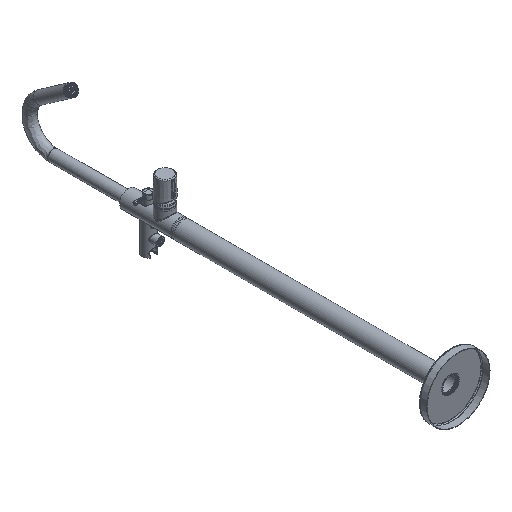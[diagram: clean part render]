
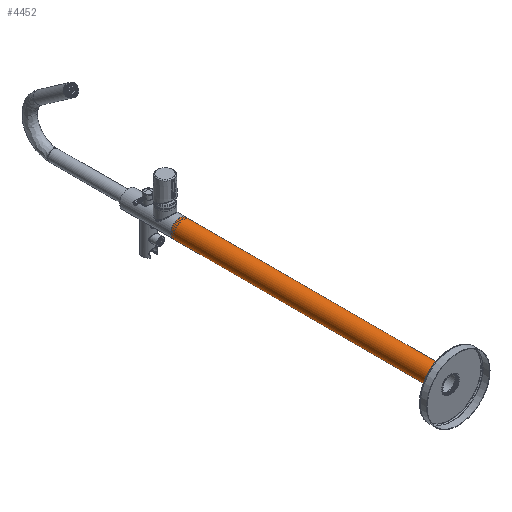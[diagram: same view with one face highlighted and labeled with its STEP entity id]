
A CAD part, isometric view. The second image highlights one B-rep face of the part: STEP entity #4452.
In plain terms, the highlighted cylindrical face has radius 22.5 mm (diameter 45 mm), a full revolution.
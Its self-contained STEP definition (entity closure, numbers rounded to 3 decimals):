
#1333 = EDGE_CURVE ( 'NONE', #32226, #32226, #2771, .T. ) ;
#2771 = CIRCLE ( 'NONE', #37962, 22.5 ) ;
#4452 = ADVANCED_FACE ( 'NONE', ( #8524, #36391 ), #29204, .T. ) ;
#4667 = CARTESIAN_POINT ( 'NONE',  ( 0., 684., 22.5 ) ) ;
#5098 = DIRECTION ( 'NONE',  ( 0., -1., 0. ) ) ;
#6147 = AXIS2_PLACEMENT_3D ( 'NONE', #18625, #27794, #37016 ) ;
#8524 = FACE_OUTER_BOUND ( 'NONE', #20067, .T. ) ;
#11895 = CARTESIAN_POINT ( 'NONE',  ( 0., 0., -22.5 ) ) ;
#14701 = ORIENTED_EDGE ( 'NONE', *, *, #1333, .T. ) ;
#17697 = ORIENTED_EDGE ( 'NONE', *, *, #37319, .F. ) ;
#17954 = VERTEX_POINT ( 'NONE', #4667 ) ;
#18625 = CARTESIAN_POINT ( 'NONE',  ( 0., 684., 0. ) ) ;
#20067 = EDGE_LOOP ( 'NONE', ( #14701 ) ) ;
#21365 = AXIS2_PLACEMENT_3D ( 'NONE', #36002, #5098, #23942 ) ;
#23942 = DIRECTION ( 'NONE',  ( 0., 0., -1. ) ) ;
#27182 = DIRECTION ( 'NONE',  ( 0., 1., 0. ) ) ;
#27794 = DIRECTION ( 'NONE',  ( 0., 1., 0. ) ) ;
#29204 = CYLINDRICAL_SURFACE ( 'NONE', #21365, 22.5 ) ;
#32226 = VERTEX_POINT ( 'NONE', #11895 ) ;
#33319 = DIRECTION ( 'NONE',  ( 0., 0., -1. ) ) ;
#33787 = CIRCLE ( 'NONE', #6147, 22.5 ) ;
#36002 = CARTESIAN_POINT ( 'NONE',  ( 0., 690., 0. ) ) ;
#36358 = EDGE_LOOP ( 'NONE', ( #17697 ) ) ;
#36391 = FACE_OUTER_BOUND ( 'NONE', #36358, .T. ) ;
#37016 = DIRECTION ( 'NONE',  ( 0., 0., 1. ) ) ;
#37319 = EDGE_CURVE ( 'NONE', #17954, #17954, #33787, .T. ) ;
#37962 = AXIS2_PLACEMENT_3D ( 'NONE', #39223, #27182, #33319 ) ;
#39223 = CARTESIAN_POINT ( 'NONE',  ( 0., 0., 0. ) ) ;
